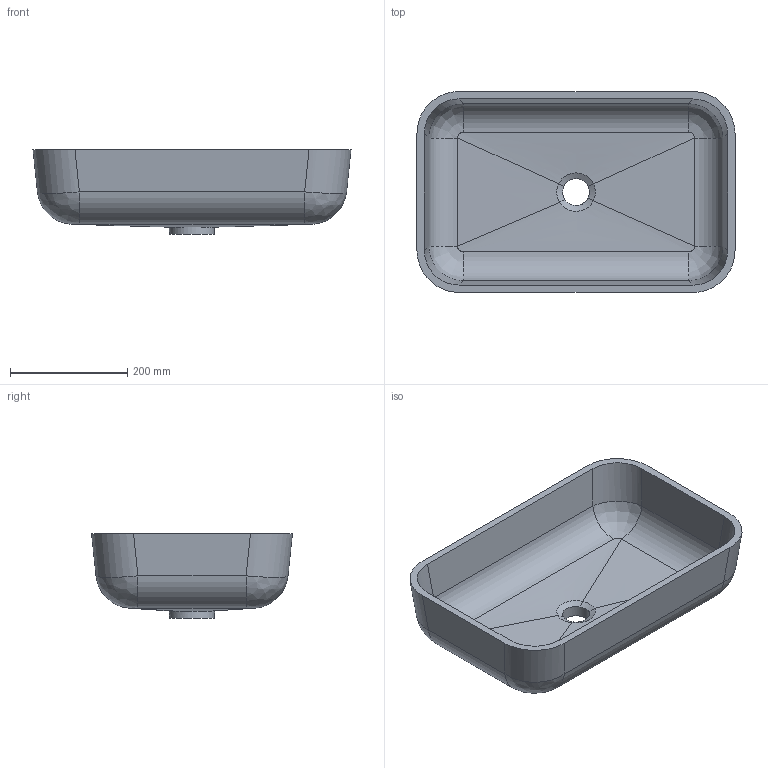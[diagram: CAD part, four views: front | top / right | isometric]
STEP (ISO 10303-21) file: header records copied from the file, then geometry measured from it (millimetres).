
FILE_DESCRIPTION(/* description */ (''),/* implementation_level */ '2;1');
FILE_NAME(/* name */ '753',/* time_stamp */ '2018-11-04T14:03:42+08:00',/* author */ (''),/* organization */ (''),/* preprocessor_version */ 'ST-DEVELOPER v9',/* originating_system */ 'UGS - NX 4.0',/* authorisation */ '');
FILE_SCHEMA (('CONFIG_CONTROL_DESIGN'));
Length unit declared in the file: millimetre
Products named in the file (1): Admi0F23gfxp
Bounding box: 543 x 343 x 144.5 mm (x, y, z)
Volume: 3910542.7 mm3; surface area: 647062.2 mm2
Topology: 1 solids, 1 shells, 48 faces, 143 edges, 93 vertices
Faces by surface type: bspline 20, cylinder 18, plane 10
Full cylindrical faces by diameter (mm): 46 x1, 77 x1
Entity records: 5503 total; most frequent: CARTESIAN_POINT 4333, ORIENTED_EDGE 270, DIRECTION 158, EDGE_CURVE 135, VERTEX_POINT 91, B_SPLINE_CURVE_WITH_KNOTS 69, AXIS2_PLACEMENT_3D 63, EDGE_LOOP 52
